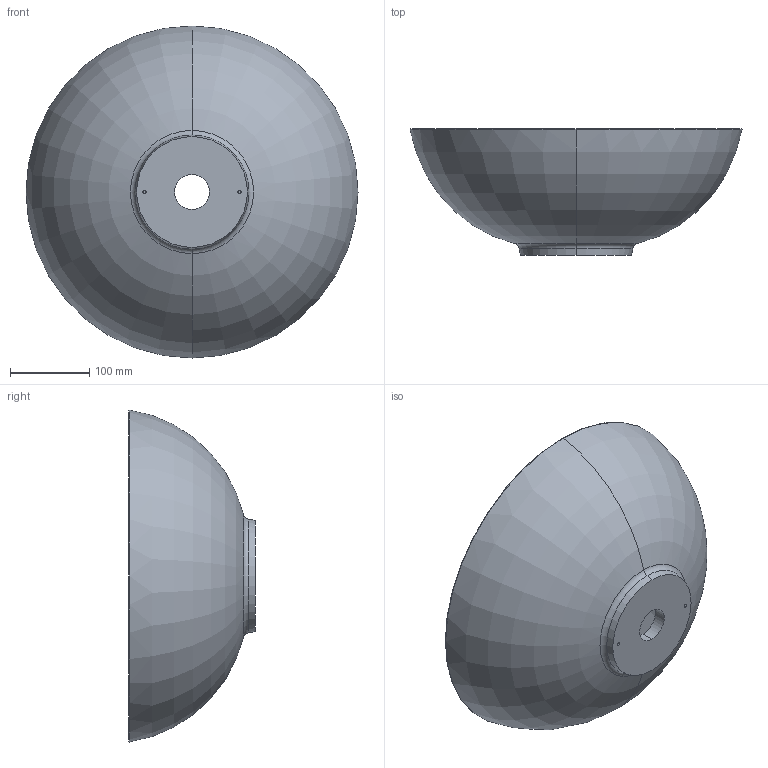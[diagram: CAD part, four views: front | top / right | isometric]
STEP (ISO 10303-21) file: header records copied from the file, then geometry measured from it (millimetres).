
FILE_DESCRIPTION (( 'STEP AP203' ), '1' );
FILE_NAME ('6229490410.step', '2020-12-18T12:37:38', ( 'admin' ), ( '' ), 'SwSTEP 2.0', 'SolidWorks 2019', '' );
FILE_SCHEMA (( 'CONFIG_CONTROL_DESIGN' ));
Length unit declared in the file: millimetre
Products named in the file (1): 6229490410
Bounding box: 419.66 x 160 x 419.66 mm (x, y, z)
Volume: 3073563.6 mm3; surface area: 441738.1 mm2
Topology: 1 solids, 1 shells, 24 faces, 48 edges, 28 vertices
Faces by surface type: torus 10, cylinder 6, cone 4, plane 4
Entity records: 715 total; most frequent: DIRECTION 136, CARTESIAN_POINT 101, ORIENTED_EDGE 96, AXIS2_PLACEMENT_3D 63, EDGE_CURVE 48, CIRCLE 38, EDGE_LOOP 28, VERTEX_POINT 28
